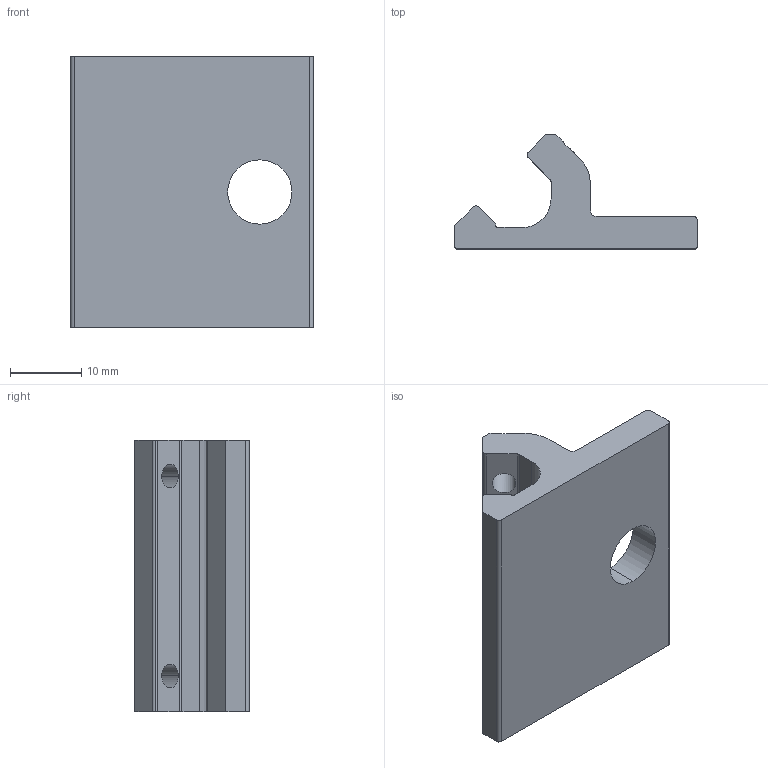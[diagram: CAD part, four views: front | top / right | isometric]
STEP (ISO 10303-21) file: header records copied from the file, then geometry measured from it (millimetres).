
FILE_DESCRIPTION (( 'STEP AP214' ), '1' );
FILE_NAME ('40 OB-CM.STEP', '2010-08-10T15:08:28', ( '' ), ( '' ), 'SwSTEP 2.0', 'SolidWorks 2010', '' );
FILE_SCHEMA (( 'AUTOMOTIVE_DESIGN' ));
Length unit declared in the file: millimetre
Products named in the file (1): 40  OB-CM
Bounding box: 34 x 16 x 38 mm (x, y, z)
Volume: 7611.4 mm3; surface area: 4296.3 mm2
Topology: 1 solids, 1 shells, 46 faces, 138 edges, 92 vertices
Faces by surface type: plane 26, cylinder 20
Entity records: 1660 total; most frequent: CARTESIAN_POINT 313, ORIENTED_EDGE 276, DIRECTION 264, EDGE_CURVE 138, VERTEX_POINT 92, AXIS2_PLACEMENT_3D 91, LINE 82, VECTOR 82
